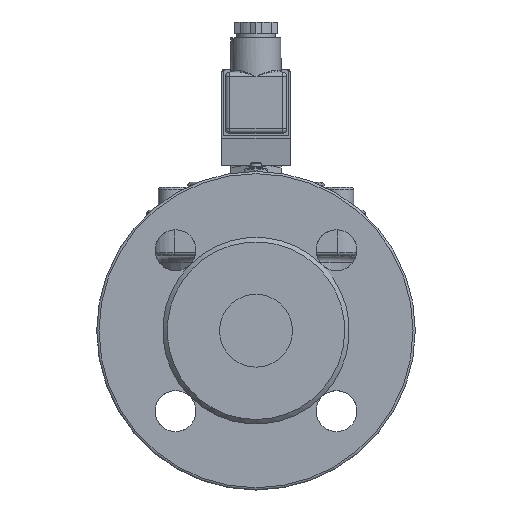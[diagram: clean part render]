
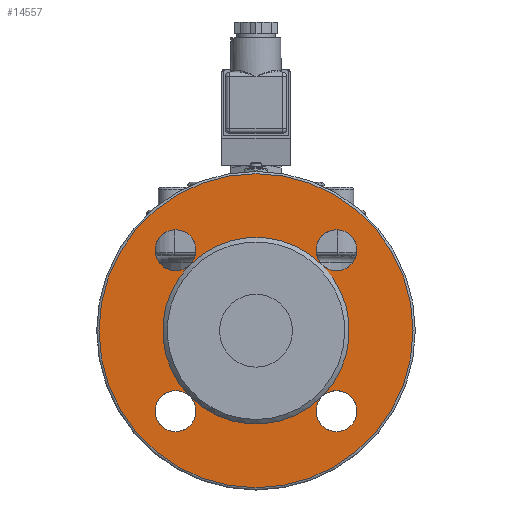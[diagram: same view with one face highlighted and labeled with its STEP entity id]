
A CAD part, front view. The second image highlights one B-rep face of the part: STEP entity #14557.
In plain terms, the highlighted planar face has unit normal (0, -1, 0).
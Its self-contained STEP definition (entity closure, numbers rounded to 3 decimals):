
#3155=PLANE('',#15498);
#3533=FACE_BOUND('',#4598,.T.);
#3672=FACE_OUTER_BOUND('',#4597,.T.);
#4597=EDGE_LOOP('',(#9885));
#4598=EDGE_LOOP('',(#9886,#9887,#9888,#9889,#9890,#9891,#9892,#9893));
#5640=CIRCLE('',#15484,9.);
#5642=CIRCLE('',#15487,9.);
#5644=CIRCLE('',#15490,9.);
#5646=CIRCLE('',#15493,9.);
#5649=CIRCLE('',#15499,69.);
#5650=CIRCLE('',#15500,41.);
#5651=CIRCLE('',#15501,41.);
#5652=CIRCLE('',#15502,41.);
#5653=CIRCLE('',#15503,41.);
#6139=VERTEX_POINT('',#20072);
#6141=VERTEX_POINT('',#20077);
#6143=VERTEX_POINT('',#20082);
#6145=VERTEX_POINT('',#20087);
#6148=VERTEX_POINT('',#20096);
#7608=EDGE_CURVE('',#6139,#6139,#5640,.T.);
#7610=EDGE_CURVE('',#6141,#6141,#5642,.T.);
#7612=EDGE_CURVE('',#6143,#6143,#5644,.T.);
#7614=EDGE_CURVE('',#6145,#6145,#5646,.T.);
#7617=EDGE_CURVE('',#6148,#6148,#5649,.T.);
#7618=EDGE_CURVE('',#6143,#6141,#5650,.T.);
#7619=EDGE_CURVE('',#6141,#6145,#5651,.T.);
#7620=EDGE_CURVE('',#6145,#6139,#5652,.T.);
#7621=EDGE_CURVE('',#6139,#6143,#5653,.T.);
#9885=ORIENTED_EDGE('',*,*,#7617,.F.);
#9886=ORIENTED_EDGE('',*,*,#7618,.T.);
#9887=ORIENTED_EDGE('',*,*,#7610,.T.);
#9888=ORIENTED_EDGE('',*,*,#7619,.T.);
#9889=ORIENTED_EDGE('',*,*,#7614,.T.);
#9890=ORIENTED_EDGE('',*,*,#7620,.T.);
#9891=ORIENTED_EDGE('',*,*,#7608,.T.);
#9892=ORIENTED_EDGE('',*,*,#7621,.T.);
#9893=ORIENTED_EDGE('',*,*,#7612,.T.);
#14557=ADVANCED_FACE('',(#3672,#3533),#3155,.T.);
#15484=AXIS2_PLACEMENT_3D('',#20073,#16701,#16702);
#15487=AXIS2_PLACEMENT_3D('',#20078,#16707,#16708);
#15490=AXIS2_PLACEMENT_3D('',#20083,#16713,#16714);
#15493=AXIS2_PLACEMENT_3D('',#20088,#16719,#16720);
#15498=AXIS2_PLACEMENT_3D('',#20095,#16729,#16730);
#15499=AXIS2_PLACEMENT_3D('',#20097,#16731,#16732);
#15500=AXIS2_PLACEMENT_3D('',#20098,#16733,#16734);
#15501=AXIS2_PLACEMENT_3D('',#20099,#16735,#16736);
#15502=AXIS2_PLACEMENT_3D('',#20100,#16737,#16738);
#15503=AXIS2_PLACEMENT_3D('',#20101,#16739,#16740);
#16701=DIRECTION('center_axis',(0.,1.,0.));
#16702=DIRECTION('ref_axis',(-1.,0.,0.));
#16707=DIRECTION('center_axis',(0.,1.,0.));
#16708=DIRECTION('ref_axis',(-1.,0.,0.));
#16713=DIRECTION('center_axis',(0.,1.,0.));
#16714=DIRECTION('ref_axis',(-1.,0.,0.));
#16719=DIRECTION('center_axis',(0.,1.,0.));
#16720=DIRECTION('ref_axis',(-1.,0.,0.));
#16729=DIRECTION('center_axis',(0.,-1.,0.));
#16730=DIRECTION('ref_axis',(0.,0.,-1.));
#16731=DIRECTION('center_axis',(0.,1.,0.));
#16732=DIRECTION('ref_axis',(0.,0.,-1.));
#16733=DIRECTION('center_axis',(0.,1.,0.));
#16734=DIRECTION('ref_axis',(0.,0.,1.));
#16735=DIRECTION('center_axis',(0.,1.,0.));
#16736=DIRECTION('ref_axis',(0.,0.,1.));
#16737=DIRECTION('center_axis',(0.,1.,0.));
#16738=DIRECTION('ref_axis',(0.,0.,1.));
#16739=DIRECTION('center_axis',(0.,1.,0.));
#16740=DIRECTION('ref_axis',(0.,0.,1.));
#20072=CARTESIAN_POINT('',(-28.991,-88.,-28.991));
#20073=CARTESIAN_POINT('Origin',(-35.355,-88.,-35.355));
#20077=CARTESIAN_POINT('',(28.991,-88.,28.991));
#20078=CARTESIAN_POINT('Origin',(35.355,-88.,35.355));
#20082=CARTESIAN_POINT('',(-28.991,-88.,28.991));
#20083=CARTESIAN_POINT('Origin',(-35.355,-88.,35.355));
#20087=CARTESIAN_POINT('',(28.991,-88.,-28.991));
#20088=CARTESIAN_POINT('Origin',(35.355,-88.,-35.355));
#20095=CARTESIAN_POINT('Origin',(0.,-88.,55.5));
#20096=CARTESIAN_POINT('',(0.,-88.,69.));
#20097=CARTESIAN_POINT('Origin',(0.,-88.,0.));
#20098=CARTESIAN_POINT('Origin',(0.,-88.,0.));
#20099=CARTESIAN_POINT('Origin',(0.,-88.,0.));
#20100=CARTESIAN_POINT('Origin',(0.,-88.,0.));
#20101=CARTESIAN_POINT('Origin',(0.,-88.,0.));
